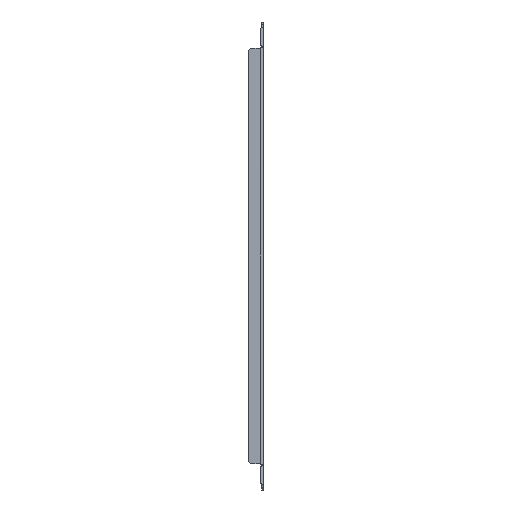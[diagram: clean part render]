
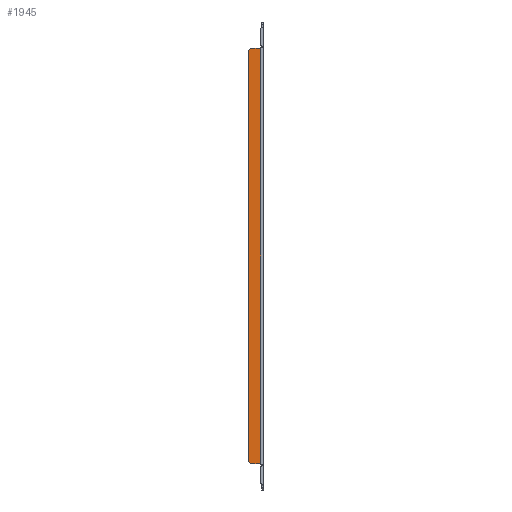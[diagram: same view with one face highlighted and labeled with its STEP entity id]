
A CAD part, left-side view. The second image highlights one B-rep face of the part: STEP entity #1945.
In plain terms, the highlighted planar face has unit normal (-1, 0, 0).
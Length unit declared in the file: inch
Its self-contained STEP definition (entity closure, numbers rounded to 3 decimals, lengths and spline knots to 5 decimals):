
#110 = VERTEX_POINT ( 'NONE', #988 ) ;
#157 = VERTEX_POINT ( 'NONE', #4362 ) ;
#174 = AXIS2_PLACEMENT_3D ( 'NONE', #4539, #3462, #2327 ) ;
#210 = EDGE_LOOP ( 'NONE', ( #246, #3345, #904, #2593, #1239, #4391, #3657, #2337 ) ) ;
#246 = ORIENTED_EDGE ( 'NONE', *, *, #4707, .T. ) ;
#250 = VERTEX_POINT ( 'NONE', #2617 ) ;
#328 = EDGE_CURVE ( 'NONE', #110, #4277, #2135, .T. ) ;
#424 = VECTOR ( 'NONE', #1926, 39.37008 ) ;
#426 = VERTEX_POINT ( 'NONE', #2922 ) ;
#429 = DIRECTION ( 'NONE',  ( 0., 0., -1. ) ) ;
#455 = LINE ( 'NONE', #3635, #2414 ) ;
#596 = VERTEX_POINT ( 'NONE', #4336 ) ;
#714 = DIRECTION ( 'NONE',  ( 0., -0.707, 0.707 ) ) ;
#744 = DIRECTION ( 'NONE',  ( 0., 1., 0. ) ) ;
#904 = ORIENTED_EDGE ( 'NONE', *, *, #2176, .F. ) ;
#933 = LINE ( 'NONE', #2178, #1385 ) ;
#988 = CARTESIAN_POINT ( 'NONE',  ( -9.085, 0.143, 9.85662 ) ) ;
#1033 = AXIS2_PLACEMENT_3D ( 'NONE', #3708, #1142, #744 ) ;
#1098 = CARTESIAN_POINT ( 'NONE',  ( -9.085, 0.75, -11.085 ) ) ;
#1142 = DIRECTION ( 'NONE',  ( 1., 0., 0. ) ) ;
#1239 = ORIENTED_EDGE ( 'NONE', *, *, #3024, .F. ) ;
#1242 = VECTOR ( 'NONE', #429, 39.37008 ) ;
#1363 = LINE ( 'NONE', #1098, #1242 ) ;
#1385 = VECTOR ( 'NONE', #2218, 39.37008 ) ;
#1483 = CARTESIAN_POINT ( 'NONE',  ( -9.085, 0.75, -9.85 ) ) ;
#1498 = DIRECTION ( 'NONE',  ( 0., 1., 0. ) ) ;
#1508 = CARTESIAN_POINT ( 'NONE',  ( -9.085, 0.143, 10.888 ) ) ;
#1926 = DIRECTION ( 'NONE',  ( 0., 0., -1. ) ) ;
#1938 = EDGE_CURVE ( 'NONE', #4687, #426, #1363, .T. ) ;
#1945 = ADVANCED_FACE ( 'NONE', ( #4340 ), #3677, .F. ) ;
#1977 = LINE ( 'NONE', #1483, #4587 ) ;
#2135 = LINE ( 'NONE', #1508, #424 ) ;
#2176 = EDGE_CURVE ( 'NONE', #4687, #250, #4536, .T. ) ;
#2178 = CARTESIAN_POINT ( 'NONE',  ( -9.085, 0.75, -9.725 ) ) ;
#2218 = DIRECTION ( 'NONE',  ( 0., 0.707, 0.707 ) ) ;
#2219 = DIRECTION ( 'NONE',  ( 0., -1., 0. ) ) ;
#2327 = DIRECTION ( 'NONE',  ( 0., 1., 0. ) ) ;
#2337 = ORIENTED_EDGE ( 'NONE', *, *, #328, .F. ) ;
#2376 = CARTESIAN_POINT ( 'NONE',  ( -9.085, 0.143, -9.85662 ) ) ;
#2414 = VECTOR ( 'NONE', #2219, 39.37008 ) ;
#2593 = ORIENTED_EDGE ( 'NONE', *, *, #1938, .T. ) ;
#2617 = CARTESIAN_POINT ( 'NONE',  ( -9.085, 0.625, 9.85 ) ) ;
#2632 = CARTESIAN_POINT ( 'NONE',  ( -9.085, 0.625, 9.85 ) ) ;
#2902 = CARTESIAN_POINT ( 'NONE',  ( -9.085, 0.625, -9.85 ) ) ;
#2922 = CARTESIAN_POINT ( 'NONE',  ( -9.085, 0.75, -9.725 ) ) ;
#2961 = CARTESIAN_POINT ( 'NONE',  ( -9.085, 0.171, -9.9125 ) ) ;
#3024 = EDGE_CURVE ( 'NONE', #3081, #426, #933, .T. ) ;
#3044 = CARTESIAN_POINT ( 'NONE',  ( -9.085, 0.75, 9.725 ) ) ;
#3081 = VERTEX_POINT ( 'NONE', #2902 ) ;
#3174 = EDGE_CURVE ( 'NONE', #157, #3081, #1977, .T. ) ;
#3186 = EDGE_CURVE ( 'NONE', #157, #4277, #4127, .T. ) ;
#3345 = ORIENTED_EDGE ( 'NONE', *, *, #4397, .F. ) ;
#3362 = VECTOR ( 'NONE', #714, 39.37008 ) ;
#3462 = DIRECTION ( 'NONE',  ( 1., 0., 0. ) ) ;
#3635 = CARTESIAN_POINT ( 'NONE',  ( -9.085, 0.171, 9.85 ) ) ;
#3657 = ORIENTED_EDGE ( 'NONE', *, *, #3186, .T. ) ;
#3677 = PLANE ( 'NONE',  #1033 ) ;
#3708 = CARTESIAN_POINT ( 'NONE',  ( -9.085, 0.75, 11.085 ) ) ;
#3881 = AXIS2_PLACEMENT_3D ( 'NONE', #2961, #4474, #4440 ) ;
#4127 = CIRCLE ( 'NONE', #3881, 0.0625 ) ;
#4277 = VERTEX_POINT ( 'NONE', #2376 ) ;
#4336 = CARTESIAN_POINT ( 'NONE',  ( -9.085, 0.171, 9.85 ) ) ;
#4340 = FACE_OUTER_BOUND ( 'NONE', #210, .T. ) ;
#4362 = CARTESIAN_POINT ( 'NONE',  ( -9.085, 0.171, -9.85 ) ) ;
#4391 = ORIENTED_EDGE ( 'NONE', *, *, #3174, .F. ) ;
#4397 = EDGE_CURVE ( 'NONE', #250, #596, #455, .T. ) ;
#4440 = DIRECTION ( 'NONE',  ( 0., 1., 0. ) ) ;
#4474 = DIRECTION ( 'NONE',  ( 1., 0., 0. ) ) ;
#4485 = CIRCLE ( 'NONE', #174, 0.0625 ) ;
#4536 = LINE ( 'NONE', #2632, #3362 ) ;
#4539 = CARTESIAN_POINT ( 'NONE',  ( -9.085, 0.171, 9.9125 ) ) ;
#4587 = VECTOR ( 'NONE', #1498, 39.37008 ) ;
#4687 = VERTEX_POINT ( 'NONE', #3044 ) ;
#4707 = EDGE_CURVE ( 'NONE', #110, #596, #4485, .T. ) ;
